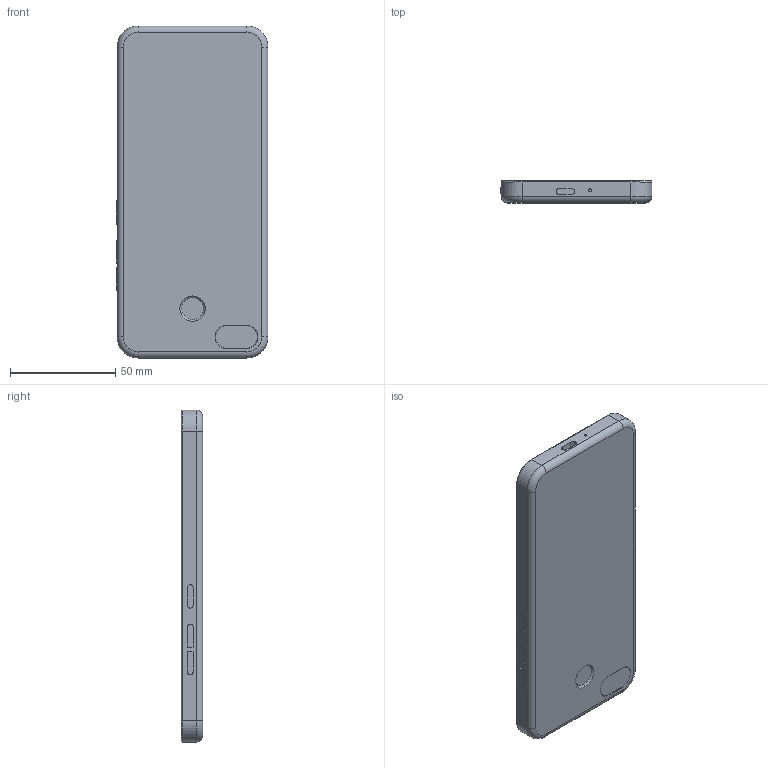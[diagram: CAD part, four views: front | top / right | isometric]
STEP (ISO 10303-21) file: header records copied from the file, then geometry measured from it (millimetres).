
FILE_DESCRIPTION (( 'STEP AP203' ), '1' );
FILE_NAME ('V2_Fairphone 3 Dummy.STEP', '2019-10-23T20:59:52', ( '' ), ( '' ), 'SwSTEP 2.0', 'SolidWorks 2019', '' );
FILE_SCHEMA (( 'CONFIG_CONTROL_DESIGN' ));
Length unit declared in the file: millimetre
Products named in the file (1): V2_Fairphone 3 Dummy
Bounding box: 72.3 x 10.25 x 158 mm (x, y, z)
Volume: 113913.1 mm3; surface area: 27477.8 mm2
Topology: 1 solids, 1 shells, 115 faces, 278 edges, 178 vertices
Faces by surface type: plane 54, cylinder 49, torus 8, cone 4
Entity records: 3451 total; most frequent: DIRECTION 620, CARTESIAN_POINT 581, ORIENTED_EDGE 556, EDGE_CURVE 278, AXIS2_PLACEMENT_3D 227, VERTEX_POINT 178, LINE 166, VECTOR 166
